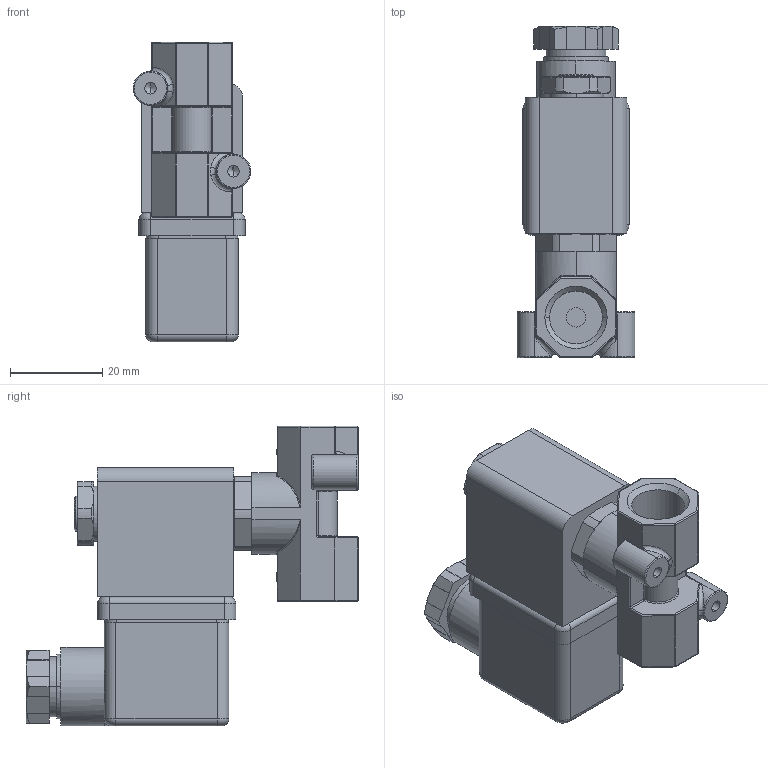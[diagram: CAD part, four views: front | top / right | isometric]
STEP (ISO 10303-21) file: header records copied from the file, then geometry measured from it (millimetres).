
FILE_DESCRIPTION (( 'STEP AP214' ), '1' );
FILE_NAME ('210a_G14.STEP', '2023-05-26T14:43:09', ( 'admin' ), ( 'Hewlett-Packard Company' ), 'SwSTEP 2.0', 'SolidWorks 2015', '' );
FILE_SCHEMA (( 'AUTOMOTIVE_DESIGN' ));
Length unit declared in the file: millimetre
Products named in the file (13): ENG-008157; ENG-008219; ENG-008151; ENG-008233; ENG-008236; 210a_G14; ENG-008235; ENG-008239; ENG-008238; ENG-008237; ENG-008108; ENG-007819; ENG-008234
Assembly tree (12 placements, depth 2):
  210a_G14
    ENG-008151
    ENG-008108
    ENG-008234
    ENG-007819
    ENG-008237
    ENG-008238
    ENG-008239
    ENG-008235
    ENG-008236
    ENG-008233
    ENG-008219
    ENG-008157
Bounding box: 25.5 x 72 x 65 mm (x, y, z)
Volume: 43596.6 mm3; surface area: 23396.7 mm2
Topology: 12 solids, 12 shells, 606 faces, 1451 edges, 878 vertices
Faces by surface type: plane 227, cylinder 201, cone 63, torus 49, bspline 44, sphere 22
Entity records: 20171 total; most frequent: CARTESIAN_POINT 5072, DIRECTION 2936, ORIENTED_EDGE 2852, EDGE_CURVE 1426, AXIS2_PLACEMENT_3D 1118, VERTEX_POINT 878, LINE 700, VECTOR 700
